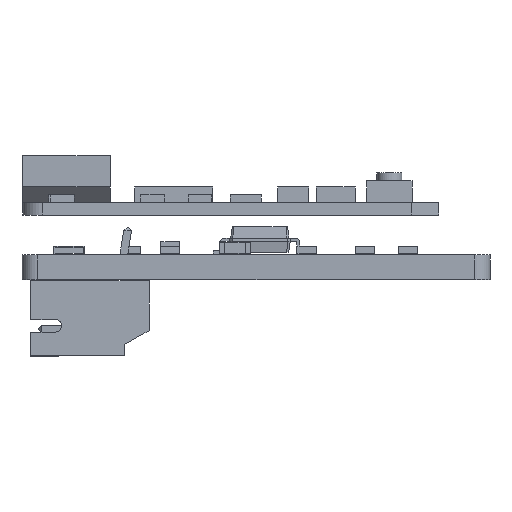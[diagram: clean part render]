
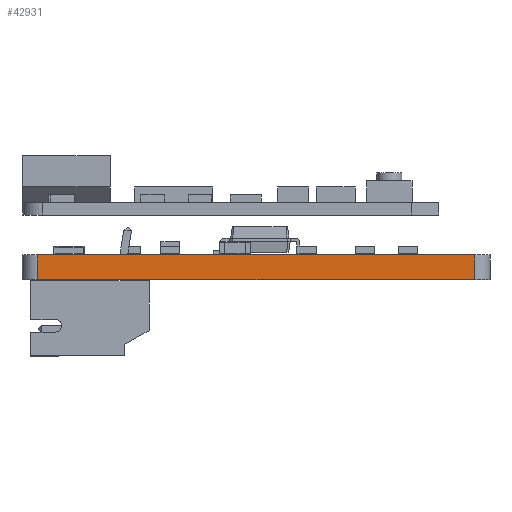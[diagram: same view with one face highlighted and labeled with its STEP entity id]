
A CAD part, left-side view. The second image highlights one B-rep face of the part: STEP entity #42931.
In plain terms, the highlighted planar face has unit normal (-1, 0, 0).
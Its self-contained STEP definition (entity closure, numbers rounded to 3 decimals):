
#40493 = PLANE('',#40494);
#40494 = AXIS2_PLACEMENT_3D('',#40495,#40496,#40497);
#40495 = CARTESIAN_POINT('',(190.5,-69.,1.6));
#40496 = DIRECTION('',(0.,0.,-1.));
#40497 = DIRECTION('',(-1.,0.,0.));
#40547 = PLANE('',#40548);
#40548 = AXIS2_PLACEMENT_3D('',#40549,#40550,#40551);
#40549 = CARTESIAN_POINT('',(190.5,-69.,0.));
#40550 = DIRECTION('',(0.,0.,-1.));
#40551 = DIRECTION('',(-1.,0.,0.));
#40760 = VERTEX_POINT('',#40761);
#40761 = CARTESIAN_POINT('',(150.5,-69.,0.));
#40780 = CYLINDRICAL_SURFACE('',#40781,1.);
#40781 = AXIS2_PLACEMENT_3D('',#40782,#40783,#40784);
#40782 = CARTESIAN_POINT('',(151.5,-69.,0.));
#40783 = DIRECTION('',(0.,0.,-1.));
#40784 = DIRECTION('',(1.,0.,0.));
#40792 = EDGE_CURVE('',#40793,#40760,#40795,.T.);
#40793 = VERTEX_POINT('',#40794);
#40794 = CARTESIAN_POINT('',(150.5,-41.,0.));
#40795 = SURFACE_CURVE('',#40796,(#40800,#40807),.PCURVE_S1.);
#40796 = LINE('',#40797,#40798);
#40797 = CARTESIAN_POINT('',(150.5,-41.,0.));
#40798 = VECTOR('',#40799,1.);
#40799 = DIRECTION('',(0.,-1.,0.));
#40800 = PCURVE('',#40547,#40801);
#40801 = DEFINITIONAL_REPRESENTATION('',(#40802),#40806);
#40802 = LINE('',#40803,#40804);
#40803 = CARTESIAN_POINT('',(40.,28.));
#40804 = VECTOR('',#40805,1.);
#40805 = DIRECTION('',(0.,-1.));
#40806 = ( GEOMETRIC_REPRESENTATION_CONTEXT(2) 
PARAMETRIC_REPRESENTATION_CONTEXT() REPRESENTATION_CONTEXT('2D SPACE',''
  ) );
#40807 = PCURVE('',#40808,#40813);
#40808 = PLANE('',#40809);
#40809 = AXIS2_PLACEMENT_3D('',#40810,#40811,#40812);
#40810 = CARTESIAN_POINT('',(150.5,-41.,0.));
#40811 = DIRECTION('',(1.,0.,0.));
#40812 = DIRECTION('',(0.,-1.,0.));
#40813 = DEFINITIONAL_REPRESENTATION('',(#40814),#40818);
#40814 = LINE('',#40815,#40816);
#40815 = CARTESIAN_POINT('',(0.,0.));
#40816 = VECTOR('',#40817,1.);
#40817 = DIRECTION('',(1.,0.));
#40818 = ( GEOMETRIC_REPRESENTATION_CONTEXT(2) 
PARAMETRIC_REPRESENTATION_CONTEXT() REPRESENTATION_CONTEXT('2D SPACE',''
  ) );
#40841 = CYLINDRICAL_SURFACE('',#40842,1.);
#40842 = AXIS2_PLACEMENT_3D('',#40843,#40844,#40845);
#40843 = CARTESIAN_POINT('',(151.5,-41.,0.));
#40844 = DIRECTION('',(0.,0.,-1.));
#40845 = DIRECTION('',(1.,0.,0.));
#41884 = VERTEX_POINT('',#41885);
#41885 = CARTESIAN_POINT('',(150.5,-69.,1.6));
#41911 = EDGE_CURVE('',#41912,#41884,#41914,.T.);
#41912 = VERTEX_POINT('',#41913);
#41913 = CARTESIAN_POINT('',(150.5,-41.,1.6));
#41914 = SURFACE_CURVE('',#41915,(#41919,#41926),.PCURVE_S1.);
#41915 = LINE('',#41916,#41917);
#41916 = CARTESIAN_POINT('',(150.5,-41.,1.6));
#41917 = VECTOR('',#41918,1.);
#41918 = DIRECTION('',(0.,-1.,0.));
#41919 = PCURVE('',#40493,#41920);
#41920 = DEFINITIONAL_REPRESENTATION('',(#41921),#41925);
#41921 = LINE('',#41922,#41923);
#41922 = CARTESIAN_POINT('',(40.,28.));
#41923 = VECTOR('',#41924,1.);
#41924 = DIRECTION('',(0.,-1.));
#41925 = ( GEOMETRIC_REPRESENTATION_CONTEXT(2) 
PARAMETRIC_REPRESENTATION_CONTEXT() REPRESENTATION_CONTEXT('2D SPACE',''
  ) );
#41926 = PCURVE('',#40808,#41927);
#41927 = DEFINITIONAL_REPRESENTATION('',(#41928),#41932);
#41928 = LINE('',#41929,#41930);
#41929 = CARTESIAN_POINT('',(0.,-1.6));
#41930 = VECTOR('',#41931,1.);
#41931 = DIRECTION('',(1.,0.));
#41932 = ( GEOMETRIC_REPRESENTATION_CONTEXT(2) 
PARAMETRIC_REPRESENTATION_CONTEXT() REPRESENTATION_CONTEXT('2D SPACE',''
  ) );
#42881 = EDGE_CURVE('',#40760,#41884,#42882,.T.);
#42882 = SURFACE_CURVE('',#42883,(#42887,#42894),.PCURVE_S1.);
#42883 = LINE('',#42884,#42885);
#42884 = CARTESIAN_POINT('',(150.5,-69.,0.));
#42885 = VECTOR('',#42886,1.);
#42886 = DIRECTION('',(0.,0.,1.));
#42887 = PCURVE('',#40780,#42888);
#42888 = DEFINITIONAL_REPRESENTATION('',(#42889),#42893);
#42889 = LINE('',#42890,#42891);
#42890 = CARTESIAN_POINT('',(-3.142,0.));
#42891 = VECTOR('',#42892,1.);
#42892 = DIRECTION('',(0.,-1.));
#42893 = ( GEOMETRIC_REPRESENTATION_CONTEXT(2) 
PARAMETRIC_REPRESENTATION_CONTEXT() REPRESENTATION_CONTEXT('2D SPACE',''
  ) );
#42894 = PCURVE('',#40808,#42895);
#42895 = DEFINITIONAL_REPRESENTATION('',(#42896),#42900);
#42896 = LINE('',#42897,#42898);
#42897 = CARTESIAN_POINT('',(28.,0.));
#42898 = VECTOR('',#42899,1.);
#42899 = DIRECTION('',(0.,-1.));
#42900 = ( GEOMETRIC_REPRESENTATION_CONTEXT(2) 
PARAMETRIC_REPRESENTATION_CONTEXT() REPRESENTATION_CONTEXT('2D SPACE',''
  ) );
#42910 = EDGE_CURVE('',#40793,#41912,#42911,.T.);
#42911 = SURFACE_CURVE('',#42912,(#42916,#42923),.PCURVE_S1.);
#42912 = LINE('',#42913,#42914);
#42913 = CARTESIAN_POINT('',(150.5,-41.,0.));
#42914 = VECTOR('',#42915,1.);
#42915 = DIRECTION('',(0.,0.,1.));
#42916 = PCURVE('',#40841,#42917);
#42917 = DEFINITIONAL_REPRESENTATION('',(#42918),#42922);
#42918 = LINE('',#42919,#42920);
#42919 = CARTESIAN_POINT('',(-3.142,0.));
#42920 = VECTOR('',#42921,1.);
#42921 = DIRECTION('',(0.,-1.));
#42922 = ( GEOMETRIC_REPRESENTATION_CONTEXT(2) 
PARAMETRIC_REPRESENTATION_CONTEXT() REPRESENTATION_CONTEXT('2D SPACE',''
  ) );
#42923 = PCURVE('',#40808,#42924);
#42924 = DEFINITIONAL_REPRESENTATION('',(#42925),#42929);
#42925 = LINE('',#42926,#42927);
#42926 = CARTESIAN_POINT('',(0.,0.));
#42927 = VECTOR('',#42928,1.);
#42928 = DIRECTION('',(0.,-1.));
#42929 = ( GEOMETRIC_REPRESENTATION_CONTEXT(2) 
PARAMETRIC_REPRESENTATION_CONTEXT() REPRESENTATION_CONTEXT('2D SPACE',''
  ) );
#42931 = ADVANCED_FACE('',(#42932),#40808,.F.);
#42932 = FACE_BOUND('',#42933,.F.);
#42933 = EDGE_LOOP('',(#42934,#42935,#42936,#42937));
#42934 = ORIENTED_EDGE('',*,*,#42910,.T.);
#42935 = ORIENTED_EDGE('',*,*,#41911,.T.);
#42936 = ORIENTED_EDGE('',*,*,#42881,.F.);
#42937 = ORIENTED_EDGE('',*,*,#40792,.F.);
